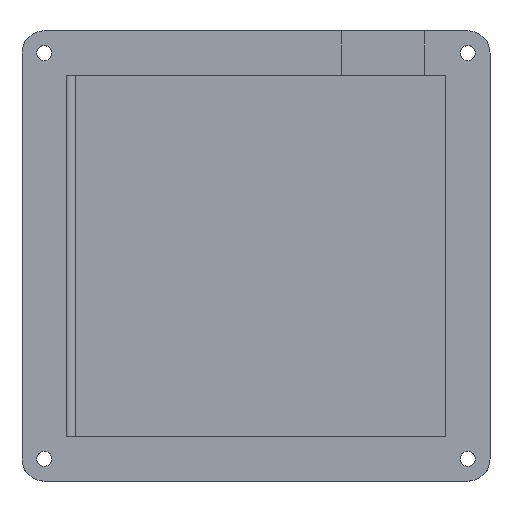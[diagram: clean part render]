
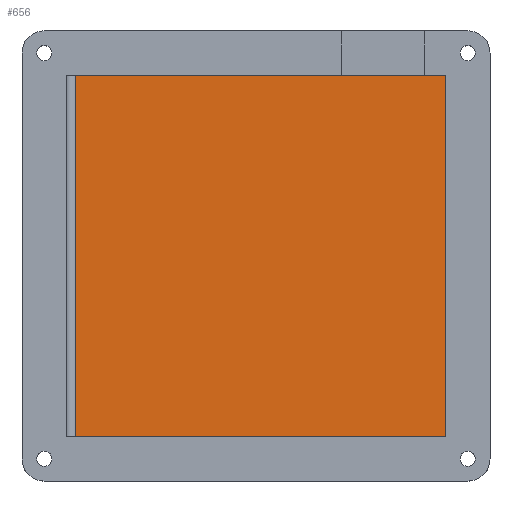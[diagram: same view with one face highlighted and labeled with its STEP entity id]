
A CAD part, top view. The second image highlights one B-rep face of the part: STEP entity #656.
In plain terms, the highlighted planar face has unit normal (0, 0, 1).
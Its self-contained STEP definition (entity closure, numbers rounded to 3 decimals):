
#37=PLANE('',#736);
#65=LINE('',#1068,#118);
#69=LINE('',#1076,#122);
#87=LINE('',#1123,#140);
#89=LINE('',#1126,#142);
#118=VECTOR('',#857,10.);
#122=VECTOR('',#863,10.);
#140=VECTOR('',#911,10.);
#142=VECTOR('',#915,10.);
#191=FACE_OUTER_BOUND('',#234,.T.);
#234=EDGE_LOOP('',(#561,#562,#563,#564));
#320=VERTEX_POINT('',#1062);
#322=VERTEX_POINT('',#1066);
#325=VERTEX_POINT('',#1074);
#339=VERTEX_POINT('',#1122);
#390=EDGE_CURVE('',#322,#320,#65,.T.);
#394=EDGE_CURVE('',#325,#322,#69,.T.);
#418=EDGE_CURVE('',#320,#339,#87,.T.);
#420=EDGE_CURVE('',#339,#325,#89,.T.);
#561=ORIENTED_EDGE('',*,*,#390,.F.);
#562=ORIENTED_EDGE('',*,*,#394,.F.);
#563=ORIENTED_EDGE('',*,*,#420,.F.);
#564=ORIENTED_EDGE('',*,*,#418,.F.);
#656=ADVANCED_FACE('',(#191),#37,.T.);
#736=AXIS2_PLACEMENT_3D('',#1125,#913,#914);
#857=DIRECTION('',(0.,1.,0.));
#863=DIRECTION('',(-1.,0.,0.));
#911=DIRECTION('',(1.,0.,0.));
#913=DIRECTION('center_axis',(0.,0.,1.));
#914=DIRECTION('ref_axis',(1.,0.,0.));
#915=DIRECTION('',(0.,-1.,0.));
#1062=CARTESIAN_POINT('',(2.,81.2,3.));
#1066=CARTESIAN_POINT('',(2.,0.,3.));
#1068=CARTESIAN_POINT('',(2.,20.3,3.));
#1074=CARTESIAN_POINT('',(85.2,0.,3.));
#1076=CARTESIAN_POINT('',(63.9,0.,3.));
#1122=CARTESIAN_POINT('',(85.2,81.2,3.));
#1123=CARTESIAN_POINT('',(21.3,81.2,3.));
#1125=CARTESIAN_POINT('Origin',(42.6,40.6,3.));
#1126=CARTESIAN_POINT('',(85.2,60.9,3.));
